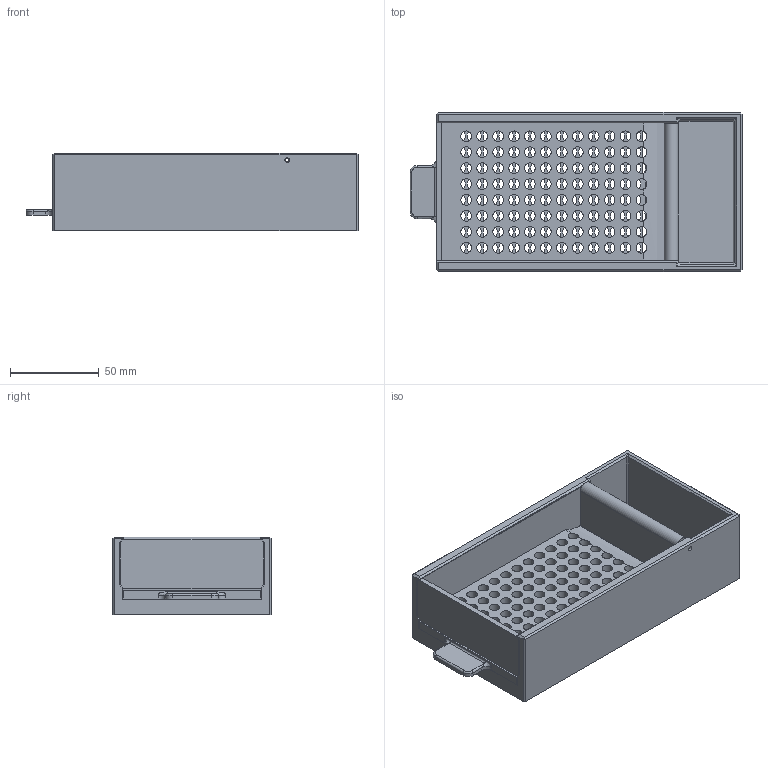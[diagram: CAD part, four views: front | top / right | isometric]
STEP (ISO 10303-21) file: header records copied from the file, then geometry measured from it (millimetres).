
FILE_DESCRIPTION(/* description */ (''),/* implementation_level */ '2;1');
FILE_NAME(/* name */ 'Dispenser (FlipGate Version).step',/* time_stamp */ '2025-07-14T23:45:03-04:00',/* author */ (''),/* organization */ (''),/* preprocessor_version */ 'ST-DEVELOPER v20.1',/* originating_system */ 'Autodesk Translation Framework v14.10.0.0',/* authorisation */ '');
FILE_SCHEMA (('AUTOMOTIVE_DESIGN { 1 0 10303 214 3 1 1 }'));
Length unit declared in the file: millimetre
Products named in the file (5): Dispenser (FlipGate Version); Well Plate Filler Main Body; Dropper Plate; Top Plate; Gate
Assembly tree (4 placements, depth 2):
  Dispenser (FlipGate Version)
    Well Plate Filler Main Body
    Dropper Plate
    Top Plate
    Gate
Bounding box: 187.5 x 90 x 44 mm (x, y, z)
Volume: 168804.3 mm3; surface area: 123136.2 mm2
Topology: 4 solids, 4 shells, 401 faces, 1130 edges, 732 vertices
Faces by surface type: cylinder 218, plane 171, cone 8, bspline 2, torus 2
Full cylindrical faces by diameter (mm): 1.8 x1, 2.6 x2, 6 x96, 8 x96
Entity records: 14769 total; most frequent: CARTESIAN_POINT 3086, DIRECTION 2390, ORIENTED_EDGE 2260, EDGE_CURVE 1130, AXIS2_PLACEMENT_3D 864, EDGE_LOOP 790, VERTEX_POINT 732, LINE 662
